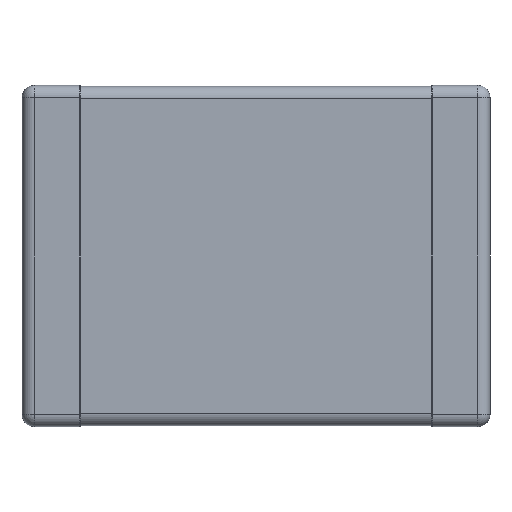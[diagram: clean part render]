
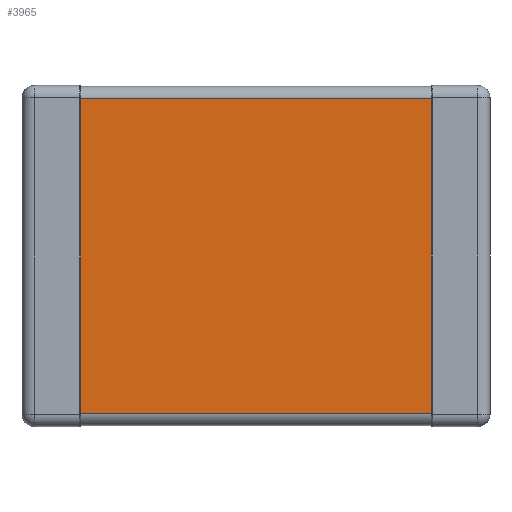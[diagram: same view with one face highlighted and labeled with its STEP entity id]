
A CAD part, front view. The second image highlights one B-rep face of the part: STEP entity #3965.
In plain terms, the highlighted planar face has unit normal (0, -1, 0).
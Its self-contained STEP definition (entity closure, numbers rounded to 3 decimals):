
#86 = LINE ( 'NONE', #472, #3448 ) ;
#155 = ORIENTED_EDGE ( 'NONE', *, *, #1268, .T. ) ;
#277 = CARTESIAN_POINT ( 'NONE',  ( 0.126, 0., -3.352 ) ) ;
#280 = EDGE_CURVE ( 'NONE', #4242, #3605, #1546, .T. ) ;
#288 = CARTESIAN_POINT ( 'NONE',  ( 0.126, 0., -3.478 ) ) ;
#397 = VECTOR ( 'NONE', #2322, 1000. ) ;
#472 = CARTESIAN_POINT ( 'NONE',  ( 0., 0., -0.126 ) ) ;
#567 = FACE_OUTER_BOUND ( 'NONE', #1818, .T. ) ;
#721 = LINE ( 'NONE', #288, #2180 ) ;
#1100 = ORIENTED_EDGE ( 'NONE', *, *, #3745, .T. ) ;
#1139 = CARTESIAN_POINT ( 'NONE',  ( 4.474, 0., 0. ) ) ;
#1268 = EDGE_CURVE ( 'NONE', #2762, #3350, #721, .T. ) ;
#1368 = CARTESIAN_POINT ( 'NONE',  ( 0., 0., 0. ) ) ;
#1492 = DIRECTION ( 'NONE',  ( -1., 0., 0. ) ) ;
#1546 = LINE ( 'NONE', #1139, #4320 ) ;
#1561 = CARTESIAN_POINT ( 'NONE',  ( 4.6, 0., -3.352 ) ) ;
#1818 = EDGE_LOOP ( 'NONE', ( #3004, #1100, #155, #3879 ) ) ;
#2180 = VECTOR ( 'NONE', #3143, 1000. ) ;
#2186 = CARTESIAN_POINT ( 'NONE',  ( 0.126, 0., -0.126 ) ) ;
#2322 = DIRECTION ( 'NONE',  ( 1., 0., 0. ) ) ;
#2624 = LINE ( 'NONE', #1561, #397 ) ;
#2762 = VERTEX_POINT ( 'NONE', #2186 ) ;
#2810 = DIRECTION ( 'NONE',  ( 0., 1., 0. ) ) ;
#2931 = CARTESIAN_POINT ( 'NONE',  ( 4.474, 0., -3.352 ) ) ;
#3004 = ORIENTED_EDGE ( 'NONE', *, *, #280, .T. ) ;
#3043 = DIRECTION ( 'NONE',  ( 0., 0., 1. ) ) ;
#3062 = EDGE_CURVE ( 'NONE', #3350, #4242, #2624, .T. ) ;
#3143 = DIRECTION ( 'NONE',  ( 0., 0., -1. ) ) ;
#3271 = CARTESIAN_POINT ( 'NONE',  ( 4.474, 0., -0.126 ) ) ;
#3350 = VERTEX_POINT ( 'NONE', #277 ) ;
#3448 = VECTOR ( 'NONE', #1492, 1000. ) ;
#3536 = PLANE ( 'NONE',  #4279 ) ;
#3605 = VERTEX_POINT ( 'NONE', #3271 ) ;
#3745 = EDGE_CURVE ( 'NONE', #3605, #2762, #86, .T. ) ;
#3879 = ORIENTED_EDGE ( 'NONE', *, *, #3062, .T. ) ;
#3965 = ADVANCED_FACE ( 'NONE', ( #567 ), #3536, .F. ) ;
#4242 = VERTEX_POINT ( 'NONE', #2931 ) ;
#4245 = DIRECTION ( 'NONE',  ( 0., 0., 1. ) ) ;
#4279 = AXIS2_PLACEMENT_3D ( 'NONE', #1368, #2810, #4245 ) ;
#4320 = VECTOR ( 'NONE', #3043, 1000. ) ;
